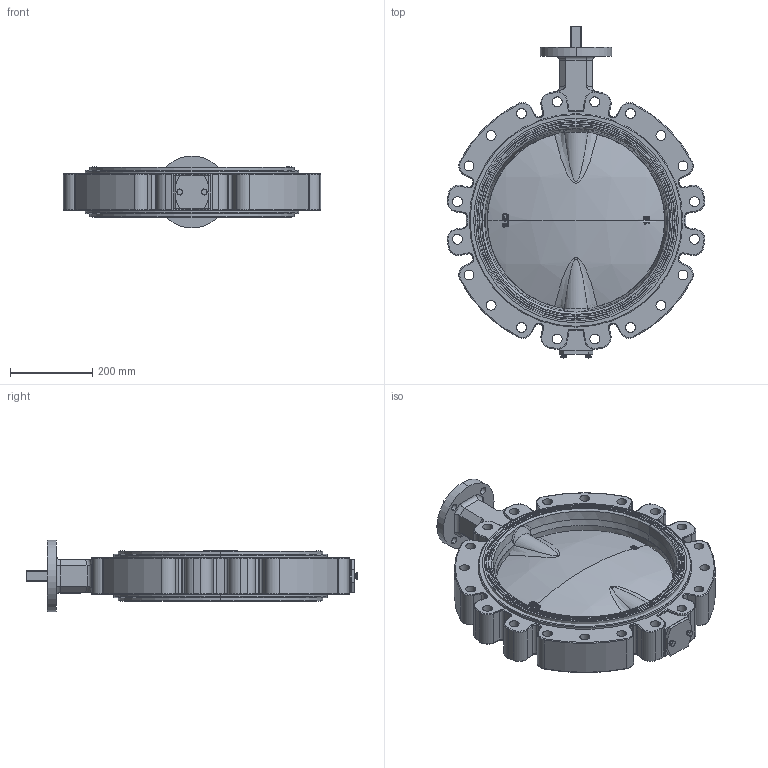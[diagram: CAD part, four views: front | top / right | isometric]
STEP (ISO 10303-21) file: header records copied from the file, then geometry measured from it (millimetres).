
FILE_DESCRIPTION (( 'STEP AP214' ), '1' );
FILE_NAME ('B20L-SX-PN10-DN450-00装配体卡簧.STEP', '2022-10-15T07:23:20', ( '微软用户' ), ( '微软中国' ), 'SwSTEP 2.0', 'SolidWorks 2021', '' );
FILE_SCHEMA (( 'AUTOMOTIVE_DESIGN' ));
Length unit declared in the file: millimetre
Products named in the file (1): B20L-SX-PN10-DN450-00蚾饜极縐銅
Bounding box: 627.8 x 808.6 x 175 mm (x, y, z)
Volume: 16099150.7 mm3; surface area: 1974477.2 mm2
Topology: 14 solids, 14 shells, 1021 faces, 2561 edges, 1612 vertices
Faces by surface type: cylinder 343, plane 243, torus 213, bspline 142, cone 48, sphere 32
Entity records: 58778 total; most frequent: CARTESIAN_POINT 23126, ORIENTED_EDGE 5108, DIRECTION 5082, EDGE_CURVE 2554, AXIS2_PLACEMENT_3D 2071, VERTEX_POINT 1609, CIRCLE 1191, EDGE_LOOP 1149
